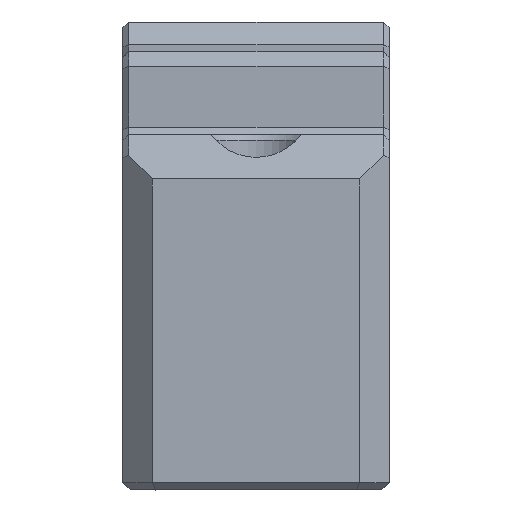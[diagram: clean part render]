
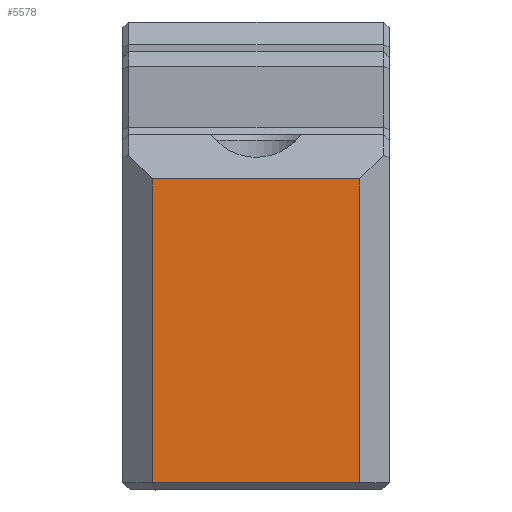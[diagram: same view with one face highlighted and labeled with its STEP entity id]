
A CAD part, front view. The second image highlights one B-rep face of the part: STEP entity #5578.
In plain terms, the highlighted face is planar.
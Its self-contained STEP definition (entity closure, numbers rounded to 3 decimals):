
#261=FACE_OUTER_BOUND('',#591,.T.);
#591=EDGE_LOOP('',(#3679,#3680,#3681,#3682));
#945=LINE('',#7548,#1635);
#953=LINE('',#7563,#1643);
#954=LINE('',#7565,#1644);
#955=LINE('',#7566,#1645);
#1635=VECTOR('',#6251,10.);
#1643=VECTOR('',#6265,10.);
#1644=VECTOR('',#6266,10.);
#1645=VECTOR('',#6267,10.);
#2320=VERTEX_POINT('',#7543);
#2321=VERTEX_POINT('',#7547);
#2325=VERTEX_POINT('',#7562);
#2326=VERTEX_POINT('',#7564);
#2832=EDGE_CURVE('',#2321,#2320,#945,.T.);
#2840=EDGE_CURVE('',#2325,#2321,#953,.T.);
#2841=EDGE_CURVE('',#2326,#2325,#954,.T.);
#2842=EDGE_CURVE('',#2326,#2320,#955,.T.);
#3679=ORIENTED_EDGE('',*,*,#2832,.F.);
#3680=ORIENTED_EDGE('',*,*,#2840,.F.);
#3681=ORIENTED_EDGE('',*,*,#2841,.F.);
#3682=ORIENTED_EDGE('',*,*,#2842,.T.);
#5317=PLANE('',#5925);
#5578=ADVANCED_FACE('',(#261),#5317,.T.);
#5925=AXIS2_PLACEMENT_3D('',#7561,#6263,#6264);
#6251=DIRECTION('',(0.,-1.,0.));
#6263=DIRECTION('center_axis',(-1.,0.,0.));
#6264=DIRECTION('ref_axis',(0.,0.,
1.));
#6265=DIRECTION('',(0.,0.,1.));
#6266=DIRECTION('',(0.,1.,0.));
#6267=DIRECTION('',(0.,0.,1.));
#7543=CARTESIAN_POINT('',(7.734,-8.42,14.85));
#7547=CARTESIAN_POINT('',(7.734,5.58,14.85));
#7548=CARTESIAN_POINT('',(7.734,-9.42,14.85));
#7561=CARTESIAN_POINT('Origin',(7.734,-8.42,-5.65));
#7562=CARTESIAN_POINT('',(7.734,5.58,-5.65));
#7563=CARTESIAN_POINT('',(7.734,5.58,-1.65));
#7564=CARTESIAN_POINT('',(7.734,-8.42,-5.65));
#7565=CARTESIAN_POINT('',(7.734,-8.42,-5.65));
#7566=CARTESIAN_POINT('',(7.734,-8.42,3.35));
